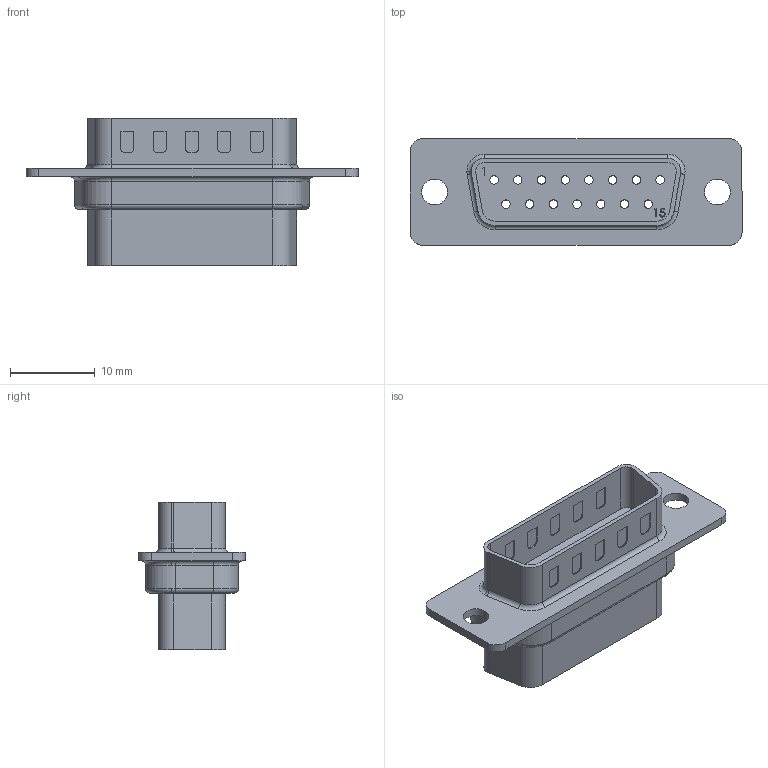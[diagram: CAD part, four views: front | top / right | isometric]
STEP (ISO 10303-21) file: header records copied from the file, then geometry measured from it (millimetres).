
FILE_DESCRIPTION (( 'STEP AP214' ), '1' );
FILE_NAME ('FMCN45974_3D.step', '2023-10-04T16:33:56', ( '' ), ( '' ), 'SwSTEP 2.0', 'SolidWorks 2022', '' );
FILE_SCHEMA (( 'AUTOMOTIVE_DESIGN' ));
Length unit declared in the file: inch
Products named in the file (1): FMCN45974_3D
Bounding box: 39.12 x 12.55 x 17.35 mm (x, y, z)
Volume: 2791.9 mm3; surface area: 3032.7 mm2
Topology: 1 solids, 1 shells, 334 faces, 837 edges, 547 vertices
Faces by surface type: plane 162, cylinder 144, torus 20, bspline 8
Entity records: 13919 total; most frequent: CARTESIAN_POINT 2239, DIRECTION 1790, ORIENTED_EDGE 1674, EDGE_CURVE 837, AXIS2_PLACEMENT_3D 642, VERTEX_POINT 547, LINE 506, VECTOR 506
